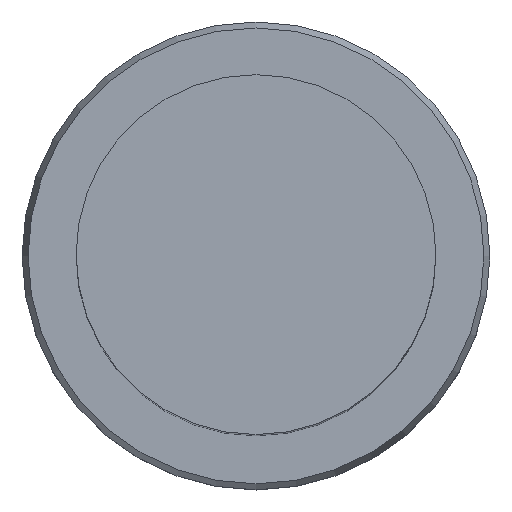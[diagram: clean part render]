
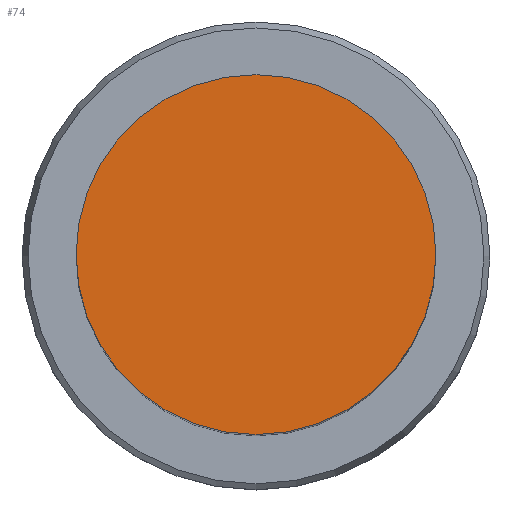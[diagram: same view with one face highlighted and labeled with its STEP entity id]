
A CAD part, top view. The second image highlights one B-rep face of the part: STEP entity #74.
In plain terms, the highlighted planar face has unit normal (0, 0, 1).
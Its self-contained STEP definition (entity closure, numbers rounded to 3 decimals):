
#74=ADVANCED_FACE('Unnamed[1]',(#173),#174,.T.);
#92=EDGE_CURVE('Unnamed[1]',#200,#200,#201,.T.);
#173=FACE_OUTER_BOUND('',#299,.T.);
#174=PLANE('',#300);
#200=VERTEX_POINT('',#332);
#201=CIRCLE('',#333,15.0);
#299=EDGE_LOOP('',(#429));
#300=AXIS2_PLACEMENT_3D('',#430,#431,#432);
#332=CARTESIAN_POINT('',(0.,15.0,183.3));
#333=AXIS2_PLACEMENT_3D('',#458,#459,#460);
#429=ORIENTED_EDGE('',*,*,#92,.F.);
#430=CARTESIAN_POINT('',(0.,7.5,183.3));
#431=DIRECTION('',(0.,0.,1.0));
#432=DIRECTION('',(0.,-1.0,0.));
#458=CARTESIAN_POINT('',(0.,0.,183.3));
#459=DIRECTION('',(0.,0.,-1.0));
#460=DIRECTION('',(0.,1.0,0.));
